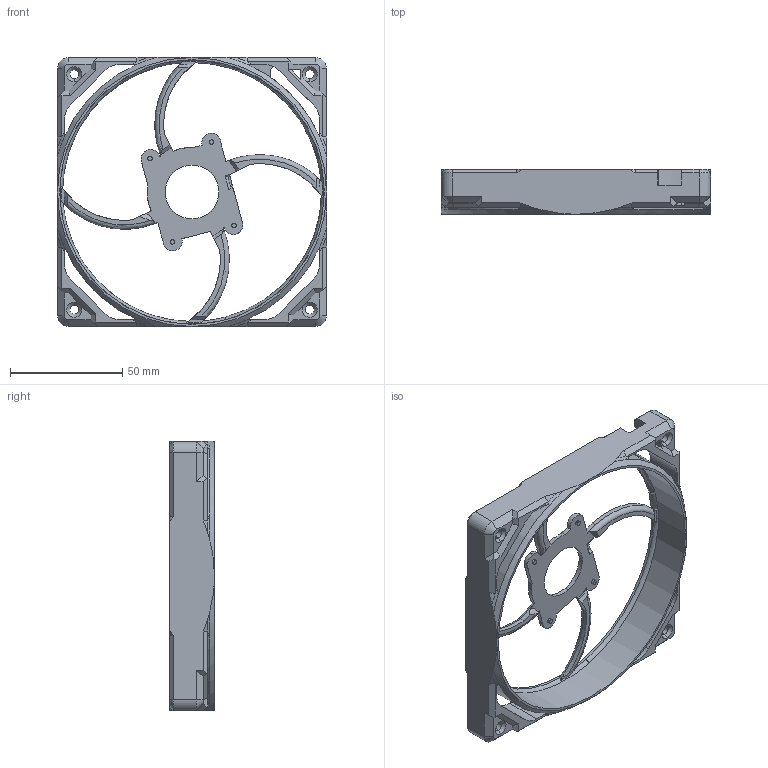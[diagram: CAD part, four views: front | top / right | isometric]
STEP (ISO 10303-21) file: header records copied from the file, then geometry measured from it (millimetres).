
FILE_DESCRIPTION (( 'STEP AP214' ), '1' );
FILE_NAME ('Finalccw.STEP', '2023-08-19T08:13:06', ( '' ), ( '' ), 'SwSTEP 2.0', 'SolidWorks 2023', '' );
FILE_SCHEMA (( 'AUTOMOTIVE_DESIGN' ));
Length unit declared in the file: millimetre
Products named in the file (3): Finalccw; outer; inner
Assembly tree (2 placements, depth 2):
  Finalccw
    inner
    outer
Bounding box: 120 x 20 x 120 mm (x, y, z)
Volume: 50803.4 mm3; surface area: 36391.5 mm2
Topology: 2 solids, 2 shells, 256 faces, 715 edges, 456 vertices
Faces by surface type: plane 131, cylinder 69, cone 46, torus 10
Entity records: 8641 total; most frequent: CARTESIAN_POINT 1937, ORIENTED_EDGE 1430, DIRECTION 1361, EDGE_CURVE 715, AXIS2_PLACEMENT_3D 480, VERTEX_POINT 456, LINE 401, VECTOR 401
